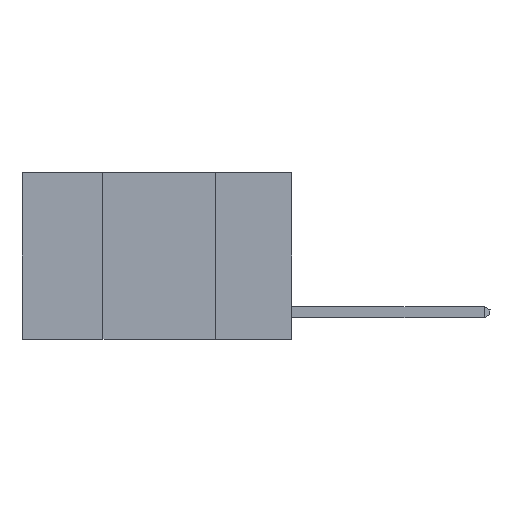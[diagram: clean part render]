
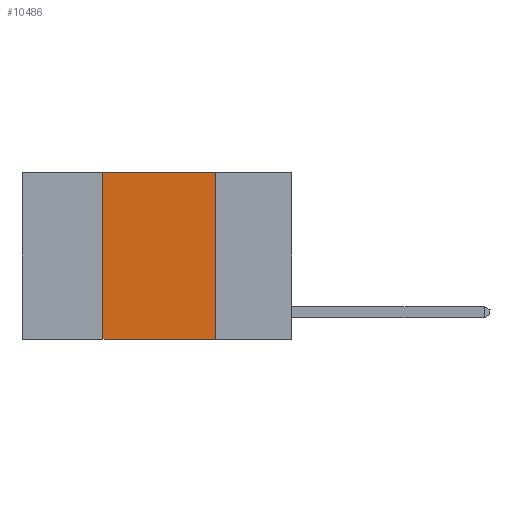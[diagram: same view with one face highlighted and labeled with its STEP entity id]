
A CAD part, left-side view. The second image highlights one B-rep face of the part: STEP entity #10486.
In plain terms, the highlighted planar face has unit normal (-1, 0, 0).
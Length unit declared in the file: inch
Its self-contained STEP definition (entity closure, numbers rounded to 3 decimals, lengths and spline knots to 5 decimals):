
#58 = DIRECTION ( 'NONE',  ( 1., 0., 0. ) ) ;
#201 = EDGE_CURVE ( 'NONE', #3000, #10672, #3843, .T. ) ;
#234 = LINE ( 'NONE', #238, #5417 ) ;
#238 = CARTESIAN_POINT ( 'NONE',  ( 0., 0.17, 0. ) ) ;
#276 = CARTESIAN_POINT ( 'NONE',  ( 0., 0.42, 0. ) ) ;
#837 = VERTEX_POINT ( 'NONE', #9182 ) ;
#1280 = ORIENTED_EDGE ( 'NONE', *, *, #11540, .F. ) ;
#1313 = DIRECTION ( 'NONE',  ( 0., 0., -1. ) ) ;
#1676 = VERTEX_POINT ( 'NONE', #9432 ) ;
#2287 = CARTESIAN_POINT ( 'NONE',  ( 0., 0.42, -0.37 ) ) ;
#3000 = VERTEX_POINT ( 'NONE', #2287 ) ;
#3080 = CARTESIAN_POINT ( 'NONE',  ( 0., 0.6, -0.37 ) ) ;
#3108 = DIRECTION ( 'NONE',  ( 0., -1., 0. ) ) ;
#3232 = CARTESIAN_POINT ( 'NONE',  ( 0., 0.6, 0. ) ) ;
#3843 = LINE ( 'NONE', #3080, #6528 ) ;
#4192 = CARTESIAN_POINT ( 'NONE',  ( 0., 0.6, 0. ) ) ;
#4405 = CARTESIAN_POINT ( 'NONE',  ( 0., 0.17, -0.37 ) ) ;
#4471 = AXIS2_PLACEMENT_3D ( 'NONE', #4192, #58, #7167 ) ;
#5243 = PLANE ( 'NONE',  #4471 ) ;
#5417 = VECTOR ( 'NONE', #1313, 39.37008 ) ;
#5436 = FACE_OUTER_BOUND ( 'NONE', #11133, .T. ) ;
#6528 = VECTOR ( 'NONE', #3108, 39.37008 ) ;
#6647 = ORIENTED_EDGE ( 'NONE', *, *, #201, .T. ) ;
#7167 = DIRECTION ( 'NONE',  ( 0., 0., -1. ) ) ;
#7261 = LINE ( 'NONE', #3232, #9744 ) ;
#7345 = VECTOR ( 'NONE', #8316, 39.37008 ) ;
#8244 = LINE ( 'NONE', #276, #7345 ) ;
#8316 = DIRECTION ( 'NONE',  ( 0., 0., 1. ) ) ;
#8559 = EDGE_CURVE ( 'NONE', #837, #1676, #7261, .T. ) ;
#8847 = ORIENTED_EDGE ( 'NONE', *, *, #11515, .F. ) ;
#9182 = CARTESIAN_POINT ( 'NONE',  ( 0., 0.42, 0. ) ) ;
#9432 = CARTESIAN_POINT ( 'NONE',  ( 0., 0.17, 0. ) ) ;
#9744 = VECTOR ( 'NONE', #10033, 39.37008 ) ;
#10033 = DIRECTION ( 'NONE',  ( 0., -1., 0. ) ) ;
#10486 = ADVANCED_FACE ( 'NONE', ( #5436 ), #5243, .F. ) ;
#10672 = VERTEX_POINT ( 'NONE', #4405 ) ;
#11133 = EDGE_LOOP ( 'NONE', ( #8847, #11324, #1280, #6647 ) ) ;
#11324 = ORIENTED_EDGE ( 'NONE', *, *, #8559, .F. ) ;
#11515 = EDGE_CURVE ( 'NONE', #1676, #10672, #234, .T. ) ;
#11540 = EDGE_CURVE ( 'NONE', #3000, #837, #8244, .T. ) ;
